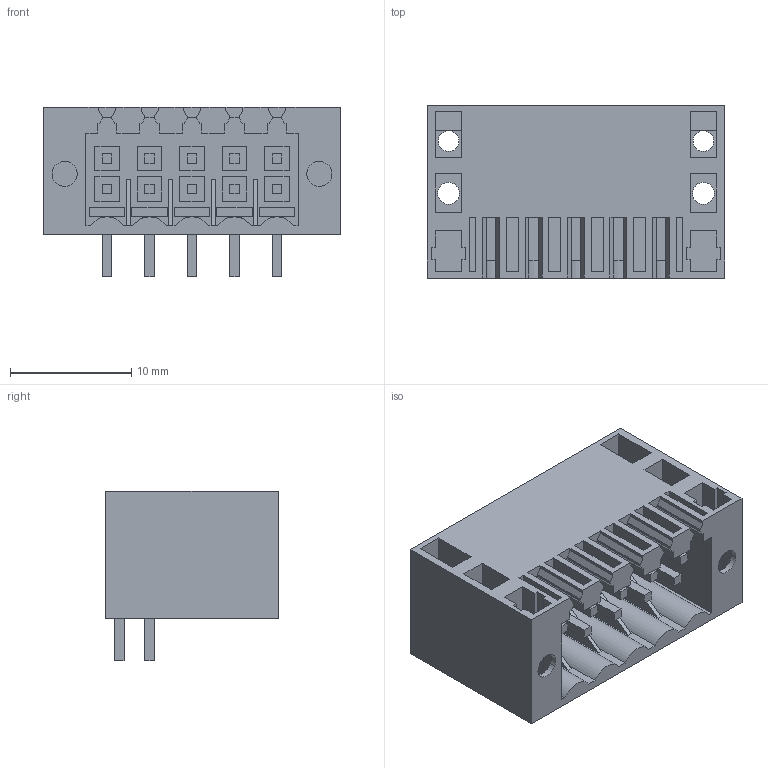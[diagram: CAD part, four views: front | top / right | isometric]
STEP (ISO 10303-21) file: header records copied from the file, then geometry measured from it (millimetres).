
FILE_DESCRIPTION(('CATIA V5 STEP Exchange','CAx-IF Rec.Pracs.--- Model Styling and Organization---1.4--- 2014-01-23'),'2;1');
FILE_NAME ('D1455105_0_1728650000_1728650000.stp','2020-09-24T04:47:07+00:00',('none'),('Weidmueller'),'CATIA Version 5-6 Release 2016 SP3 HF44','CATIA V5 STEP AP214','none');
FILE_SCHEMA(('AUTOMOTIVE_DESIGN { 1 0 10303 214 1 1 1 1 }'));
Length unit declared in the file: millimetre
Products named in the file (1): 1728650000
Bounding box: 24.5 x 14.2 x 14 mm (x, y, z)
Volume: 1802.9 mm3; surface area: 3931.2 mm2
Topology: 1 solids, 1 shells, 554 faces, 1611 edges, 1098 vertices
Faces by surface type: plane 528, cylinder 26
Entity records: 17564 total; most frequent: ORIENTED_EDGE 3222, CARTESIAN_POINT 3103, DIRECTION 2329, EDGE_CURVE 1611, VECTOR 1549, LINE 1549, VERTEX_POINT 1098, EDGE_LOOP 609
